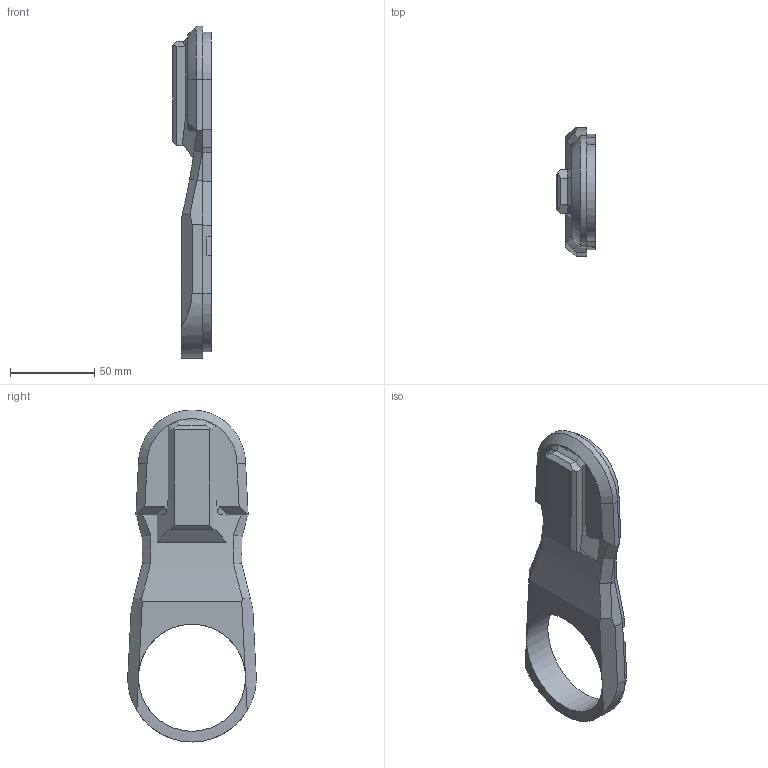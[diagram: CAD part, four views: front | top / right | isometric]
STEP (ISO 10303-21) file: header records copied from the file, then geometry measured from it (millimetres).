
FILE_DESCRIPTION(/* description */ (''),/* implementation_level */ '2;1');
FILE_NAME(/* name */ 'Arm Connector 1 Part 2.step',/* time_stamp */ '2025-12-02T22:42:44-08:00',/* author */ (''),/* organization */ (''),/* preprocessor_version */ 'ST-DEVELOPER v20.1',/* originating_system */ 'Autodesk Translation Framework v14.21.0.0',/* authorisation */ '');
FILE_SCHEMA (('AUTOMOTIVE_DESIGN { 1 0 10303 214 3 1 1 }'));
Length unit declared in the file: metre
Products named in the file (1): Arm Connector 1 Part 2
Bounding box: 22.99 x 76.2 x 196.85 mm (x, y, z)
Volume: 99424.5 mm3; surface area: 34314 mm2
Topology: 1 solids, 1 shells, 94 faces, 268 edges, 176 vertices
Faces by surface type: plane 73, cylinder 8, bspline 8, cone 5
Full cylindrical faces by diameter (mm): 63.5 x1
Entity records: 3222 total; most frequent: CARTESIAN_POINT 785, ORIENTED_EDGE 536, DIRECTION 448, EDGE_CURVE 268, LINE 190, VECTOR 190, VERTEX_POINT 176, AXIS2_PLACEMENT_3D 129
